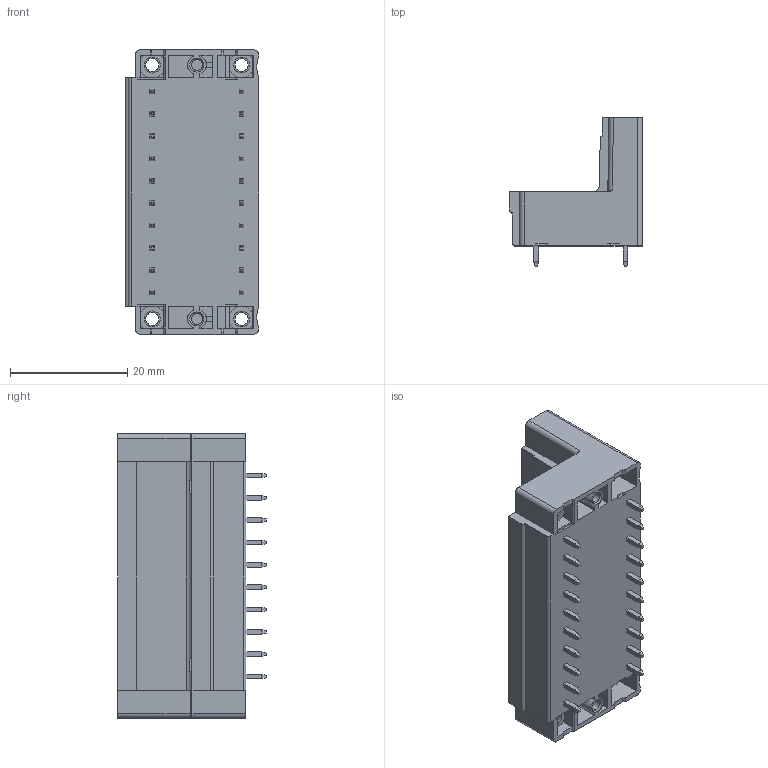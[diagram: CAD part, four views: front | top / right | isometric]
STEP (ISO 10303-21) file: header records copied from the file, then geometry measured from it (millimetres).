
FILE_DESCRIPTION((''),'2;1');
FILE_NAME('TLPHDW-105R-14P-X','2023-07-10T',('sheji'),(''),'PRO/ENGINEER BY PARAMETRIC TECHNOLOGY CORPORATION, 2015240','PRO/ENGINEER BY PARAMETRIC TECHNOLOGY CORPORATION, 2015240','');
FILE_SCHEMA(('CONFIG_CONTROL_DESIGN'));
Products named in the file (1): TLPHDW-105R-14P-X
Bounding box: 22.7 x 25.4 x 48.49 mm (x, y, z)
Volume: 10301.7 mm3; surface area: 11959 mm2
Topology: 1 solids, 1 shells, 1949 faces, 5258 edges, 3398 vertices
Faces by surface type: plane 1564, cylinder 345, cone 28, sphere 10, bspline 2
Entity records: 60663 total; most frequent: CARTESIAN_POINT 11574, ORIENTED_EDGE 10496, DIRECTION 9628, EDGE_CURVE 5248, VECTOR 4334, LINE 4334, VERTEX_POINT 3398, AXIS2_PLACEMENT_3D 2647
